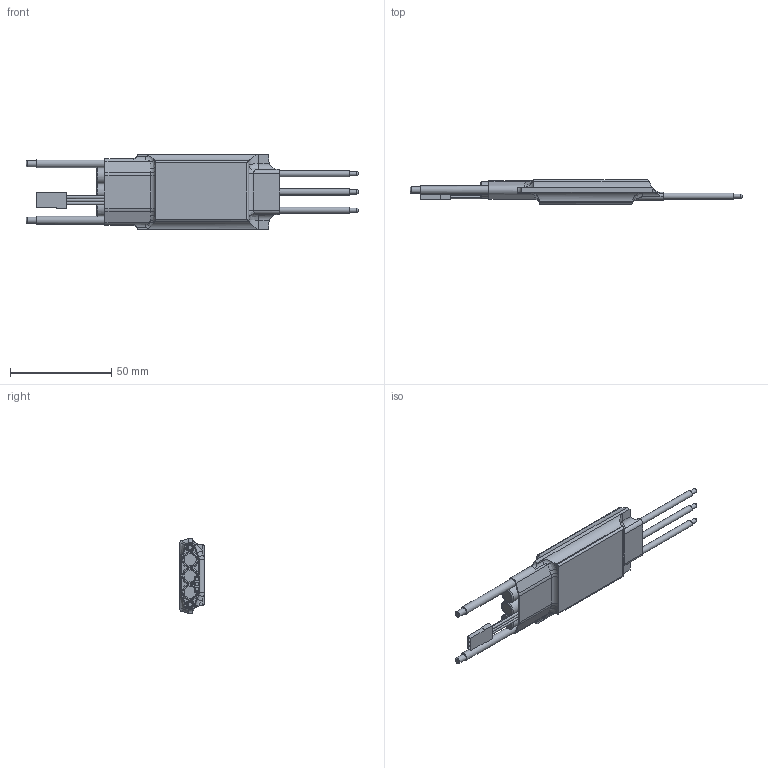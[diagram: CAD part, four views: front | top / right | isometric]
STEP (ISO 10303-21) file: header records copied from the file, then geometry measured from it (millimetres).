
FILE_DESCRIPTION(/* description */ (''),/* implementation_level */ '2;1');
FILE_NAME(/* name */ 'Hobbywing Skywalker 80A-UBEC 2S-6S v1.step',/* time_stamp */ '2019-01-27T21:03:09-08:00',/* author */ ('diegoparedese4T2PT'),/* organization */ (''),/* preprocessor_version */ 'ST-DEVELOPER v17.2',/* originating_system */ 'Autodesk Translation Framework v7.6.0.251',/* authorisation */ '');
FILE_SCHEMA (('AUTOMOTIVE_DESIGN { 1 0 10303 214 3 1 1 }'));
Length unit declared in the file: millimetre
Products named in the file (1): Hobbywing Skywalker 80A-UBEC 2S-6S
Bounding box: 164 x 12.1 x 37 mm (x, y, z)
Volume: 30700.7 mm3; surface area: 13490.4 mm2
Topology: 1 solids, 1 shells, 217 faces, 534 edges, 321 vertices
Faces by surface type: plane 117, cylinder 64, bspline 23, torus 13
Full cylindrical faces by diameter (mm): 1.5 x1, 2 x3, 3 x5, 4 x2, 6 x3
Entity records: 7431 total; most frequent: CARTESIAN_POINT 2136, ORIENTED_EDGE 1090, DIRECTION 1062, EDGE_CURVE 545, AXIS2_PLACEMENT_3D 378, VERTEX_POINT 321, LINE 306, VECTOR 306
